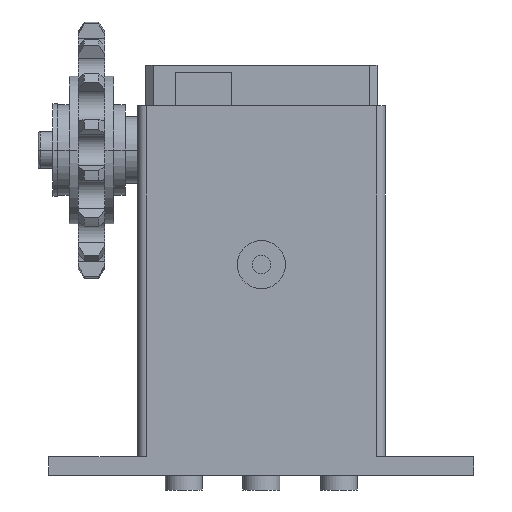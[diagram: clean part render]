
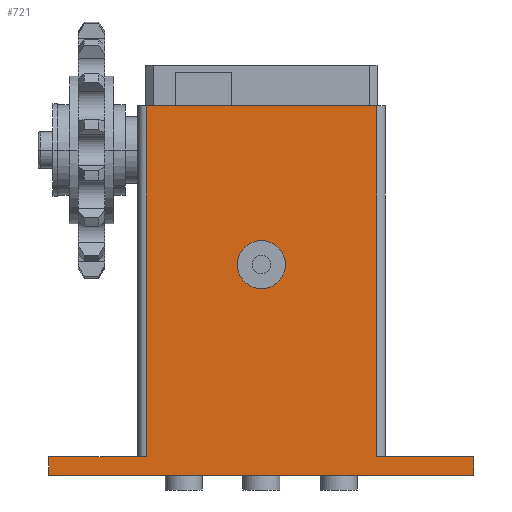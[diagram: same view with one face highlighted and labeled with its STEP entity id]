
A CAD part, left-side view. The second image highlights one B-rep face of the part: STEP entity #721.
In plain terms, the highlighted planar face has unit normal (-1, 0, 0).
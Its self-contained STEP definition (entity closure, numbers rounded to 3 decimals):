
#721=ADVANCED_FACE('',(#1457,#1458),#1459,.T.);
#1457=FACE_BOUND('',#2206,.T.);
#1458=FACE_OUTER_BOUND('',#2207,.T.);
#1459=PLANE('',#2208);
#2206=EDGE_LOOP('',(#4281,#4282));
#2207=EDGE_LOOP('',(#4283,#4284,#4285,#4286,#4287,#4288,#4289,#4290));
#2208=AXIS2_PLACEMENT_3D('',#4291,#4292,#4293);
#4281=ORIENTED_EDGE('',*,*,#5095,.T.);
#4282=ORIENTED_EDGE('',*,*,#5035,.T.);
#4283=ORIENTED_EDGE('',*,*,#5162,.T.);
#4284=ORIENTED_EDGE('',*,*,#5156,.T.);
#4285=ORIENTED_EDGE('',*,*,#5159,.T.);
#4286=ORIENTED_EDGE('',*,*,#5135,.F.);
#4287=ORIENTED_EDGE('',*,*,#5166,.T.);
#4288=ORIENTED_EDGE('',*,*,#5167,.F.);
#4289=ORIENTED_EDGE('',*,*,#5168,.T.);
#4290=ORIENTED_EDGE('',*,*,#5169,.T.);
#4291=CARTESIAN_POINT('',(-17.5,28.75,0.0));
#4292=DIRECTION('',(-1.0,0.0,0.0));
#4293=DIRECTION('',(0.0,-1.0,0.0));
#5035=EDGE_CURVE('',#6191,#6188,#6192,.T.);
#5095=EDGE_CURVE('',#6188,#6191,#6281,.T.);
#5135=EDGE_CURVE('',#6335,#6330,#6337,.T.);
#5156=EDGE_CURVE('',#6369,#6367,#6370,.T.);
#5159=EDGE_CURVE('',#6367,#6330,#6373,.T.);
#5162=EDGE_CURVE('',#6376,#6369,#6377,.T.);
#5166=EDGE_CURVE('',#6335,#6382,#6383,.T.);
#5167=EDGE_CURVE('',#6384,#6382,#6385,.T.);
#5168=EDGE_CURVE('',#6384,#6386,#6387,.T.);
#5169=EDGE_CURVE('',#6386,#6376,#6388,.T.);
#6188=VERTEX_POINT('',#8246);
#6191=VERTEX_POINT('',#8250);
#6192=CIRCLE('',#8251,6.5);
#6281=CIRCLE('',#8362,6.5);
#6330=VERTEX_POINT('',#8423);
#6335=VERTEX_POINT('',#8429);
#6337=LINE('',#8431,#8432);
#6367=VERTEX_POINT('',#8472);
#6369=VERTEX_POINT('',#8474);
#6370=LINE('',#8475,#8476);
#6373=LINE('',#8479,#8480);
#6376=VERTEX_POINT('',#8484);
#6377=LINE('',#8485,#8486);
#6382=VERTEX_POINT('',#8493);
#6383=LINE('',#8494,#8495);
#6384=VERTEX_POINT('',#8496);
#6385=LINE('',#8497,#8498);
#6386=VERTEX_POINT('',#8499);
#6387=LINE('',#8500,#8501);
#6388=LINE('',#8502,#8503);
#8246=CARTESIAN_POINT('',(-17.5,-6.5,57.0));
#8250=CARTESIAN_POINT('',(-17.5,6.5,57.0));
#8251=AXIS2_PLACEMENT_3D('',#9281,#9282,#9283);
#8362=AXIS2_PLACEMENT_3D('',#9366,#9367,#9368);
#8423=CARTESIAN_POINT('',(-17.5,31.2,100.0));
#8429=CARTESIAN_POINT('',(-17.5,31.2,5.0));
#8431=CARTESIAN_POINT('',(-17.5,31.2,5.0));
#8432=VECTOR('',#9424,1.0);
#8472=CARTESIAN_POINT('',(-17.5,-31.2,100.0));
#8474=CARTESIAN_POINT('',(-17.5,-31.2,5.0));
#8475=CARTESIAN_POINT('',(-17.5,-31.2,5.0));
#8476=VECTOR('',#9450,1.0);
#8479=CARTESIAN_POINT('',(-17.5,0.0,100.0));
#8480=VECTOR('',#9454,1.0);
#8484=CARTESIAN_POINT('',(-17.5,-57.5,5.0));
#8485=CARTESIAN_POINT('',(-17.5,0.0,5.0));
#8486=VECTOR('',#9456,1.0);
#8493=CARTESIAN_POINT('',(-17.5,57.5,5.0));
#8494=CARTESIAN_POINT('',(-17.5,0.0,5.0));
#8495=VECTOR('',#9459,1.0);
#8496=CARTESIAN_POINT('',(-17.5,57.5,0.0));
#8497=CARTESIAN_POINT('',(-17.5,57.5,0.0));
#8498=VECTOR('',#9460,1.0);
#8499=CARTESIAN_POINT('',(-17.5,-57.5,0.0));
#8500=CARTESIAN_POINT('',(-17.5,0.0,0.0));
#8501=VECTOR('',#9461,1.0);
#8502=CARTESIAN_POINT('',(-17.5,-57.5,0.0));
#8503=VECTOR('',#9462,1.0);
#9281=CARTESIAN_POINT('',(-17.5,0.0,57.0));
#9282=DIRECTION('',(1.0,0.0,-0.0));
#9283=DIRECTION('',(0.0,-1.0,0.0));
#9366=CARTESIAN_POINT('',(-17.5,0.0,57.0));
#9367=DIRECTION('',(1.0,0.0,-0.0));
#9368=DIRECTION('',(0.0,-1.0,0.0));
#9424=DIRECTION('',(0.0,0.0,1.0));
#9450=DIRECTION('',(0.0,0.0,1.0));
#9454=DIRECTION('',(0.0,1.0,-0.0));
#9456=DIRECTION('',(0.0,1.0,-0.0));
#9459=DIRECTION('',(0.0,1.0,-0.0));
#9460=DIRECTION('',(0.0,0.0,1.0));
#9461=DIRECTION('',(0.0,-1.0,0.0));
#9462=DIRECTION('',(0.0,0.0,1.0));
